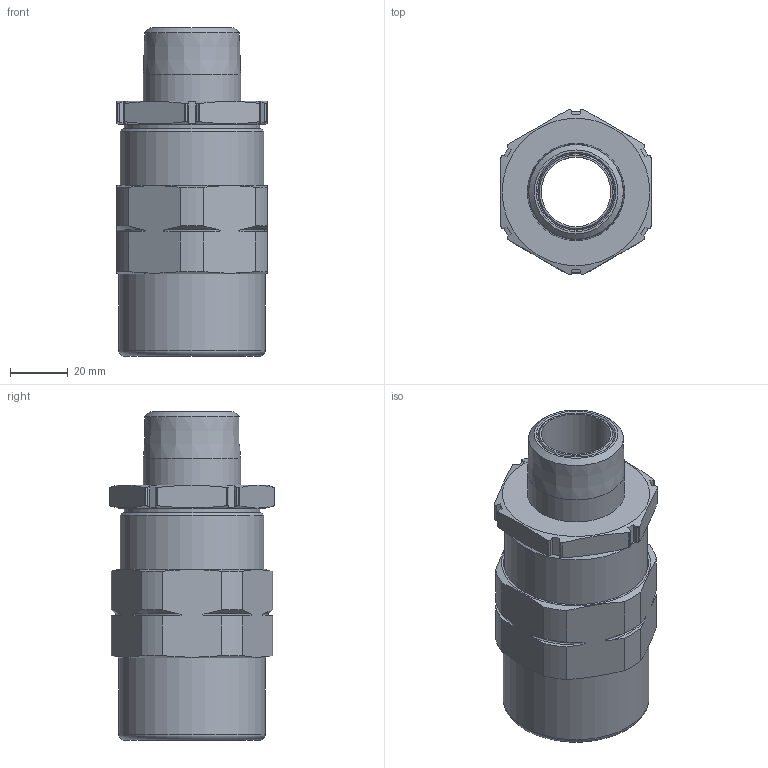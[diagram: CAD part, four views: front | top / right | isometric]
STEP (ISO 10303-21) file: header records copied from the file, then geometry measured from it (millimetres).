
FILE_DESCRIPTION (( 'STEP AP203' ), '1' );
FILE_NAME ('TMC2X-100NB1371RA533.STEP', '2020-02-04T10:37:32', ( '' ), ( '' ), 'SwSTEP 2.0', 'SolidWorks 2017', '' );
FILE_SCHEMA (( 'CONFIG_CONTROL_DESIGN' ));
Length unit declared in the file: millimetre
Products named in the file (1): TMC2X-100NB1371RA533
Bounding box: 52 x 57.04 x 113.5 mm (x, y, z)
Surface area: 31158.3 mm2 (no closed solid volume)
Topology: 0 solids, 6 shells, 112 faces, 311 edges, 206 vertices
Faces by surface type: cylinder 45, plane 43, cone 17, torus 7
Full cylindrical faces by diameter (mm): 24 x1, 26.45 x1, 33.6 x1, 35.1 x3, 47 x1, 49.5 x1, 50.6 x1
Entity records: 4034 total; most frequent: CARTESIAN_POINT 1337, ORIENTED_EDGE 556, DIRECTION 494, EDGE_CURVE 284, AXIS2_PLACEMENT_3D 205, VERTEX_POINT 200, EDGE_LOOP 140, FACE_OUTER_BOUND 122
